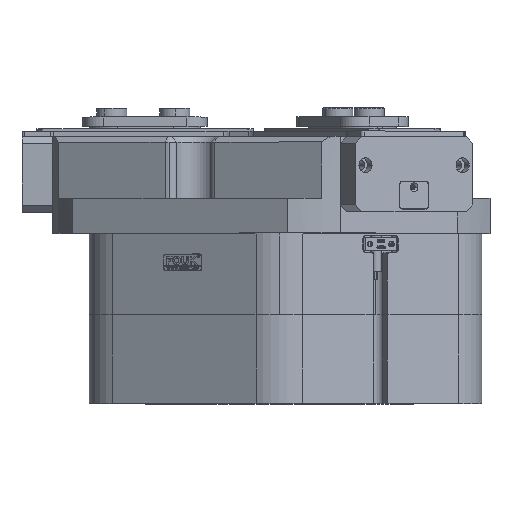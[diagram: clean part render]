
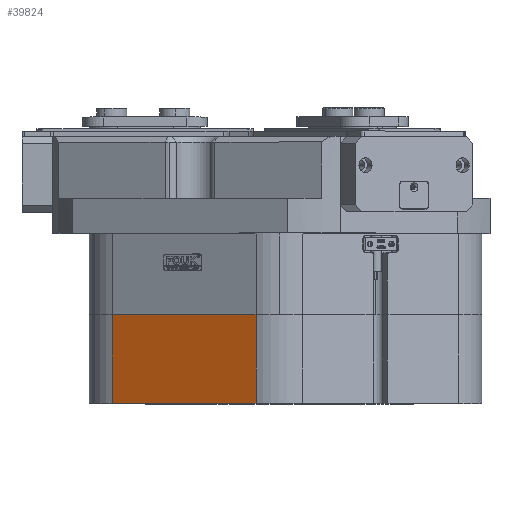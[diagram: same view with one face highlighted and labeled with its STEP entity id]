
A CAD part, top view. The second image highlights one B-rep face of the part: STEP entity #39824.
In plain terms, the highlighted face is planar.
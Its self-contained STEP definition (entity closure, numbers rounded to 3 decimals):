
#2203 = ORIENTED_EDGE ( 'NONE', *, *, #11465, .F. ) ;
#2887 = CARTESIAN_POINT ( 'NONE',  ( 125., 0., -95.263 ) ) ;
#3460 = CARTESIAN_POINT ( 'NONE',  ( 290., 65., 0. ) ) ;
#4875 = DIRECTION ( 'NONE',  ( 0., 1., 0. ) ) ;
#5906 = ORIENTED_EDGE ( 'NONE', *, *, #17261, .T. ) ;
#5925 = EDGE_LOOP ( 'NONE', ( #2203, #5906, #65762, #18157 ) ) ;
#11094 = VERTEX_POINT ( 'NONE', #32496 ) ;
#11465 = EDGE_CURVE ( 'NONE', #50736, #13975, #44200, .T. ) ;
#13975 = VERTEX_POINT ( 'NONE', #60966 ) ;
#14497 = FACE_OUTER_BOUND ( 'NONE', #5925, .T. ) ;
#14918 = LINE ( 'NONE', #39447, #65379 ) ;
#15030 = CARTESIAN_POINT ( 'NONE',  ( 125., 65., -95.263 ) ) ;
#15873 = EDGE_CURVE ( 'NONE', #11094, #39827, #14918, .T. ) ;
#17261 = EDGE_CURVE ( 'NONE', #50736, #11094, #51567, .T. ) ;
#18157 = ORIENTED_EDGE ( 'NONE', *, *, #44958, .T. ) ;
#19489 = DIRECTION ( 'NONE',  ( -0.866, 0., -0.5 ) ) ;
#21162 = DIRECTION ( 'NONE',  ( -0.866, 0., -0.5 ) ) ;
#22263 = AXIS2_PLACEMENT_3D ( 'NONE', #53914, #54371, #21162 ) ;
#23424 = DIRECTION ( 'NONE',  ( -0.866, 0., -0.5 ) ) ;
#26650 = CARTESIAN_POINT ( 'NONE',  ( 20., 0., -155.885 ) ) ;
#28579 = LINE ( 'NONE', #31203, #67910 ) ;
#31203 = CARTESIAN_POINT ( 'NONE',  ( 20., 0., -155.885 ) ) ;
#32496 = CARTESIAN_POINT ( 'NONE',  ( 125., 0., -95.263 ) ) ;
#39061 = VECTOR ( 'NONE', #19489, 1000. ) ;
#39447 = CARTESIAN_POINT ( 'NONE',  ( 72.5, 0., -125.574 ) ) ;
#39824 = ADVANCED_FACE ( 'NONE', ( #14497 ), #48416, .T. ) ;
#39827 = VERTEX_POINT ( 'NONE', #26650 ) ;
#44200 = LINE ( 'NONE', #3460, #39061 ) ;
#44958 = EDGE_CURVE ( 'NONE', #39827, #13975, #28579, .T. ) ;
#48416 = PLANE ( 'NONE',  #22263 ) ;
#50736 = VERTEX_POINT ( 'NONE', #15030 ) ;
#51567 = LINE ( 'NONE', #2887, #69501 ) ;
#52135 = DIRECTION ( 'NONE',  ( 0., -1., 0. ) ) ;
#53914 = CARTESIAN_POINT ( 'NONE',  ( 290., 0., 0. ) ) ;
#54371 = DIRECTION ( 'NONE',  ( 0.5, 0., -0.866 ) ) ;
#60966 = CARTESIAN_POINT ( 'NONE',  ( 20., 65., -155.885 ) ) ;
#65379 = VECTOR ( 'NONE', #23424, 1000. ) ;
#65762 = ORIENTED_EDGE ( 'NONE', *, *, #15873, .T. ) ;
#67910 = VECTOR ( 'NONE', #4875, 1000. ) ;
#69501 = VECTOR ( 'NONE', #52135, 1000. ) ;
